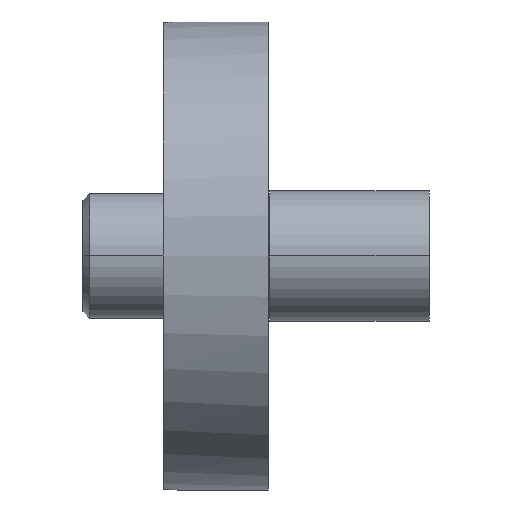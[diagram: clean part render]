
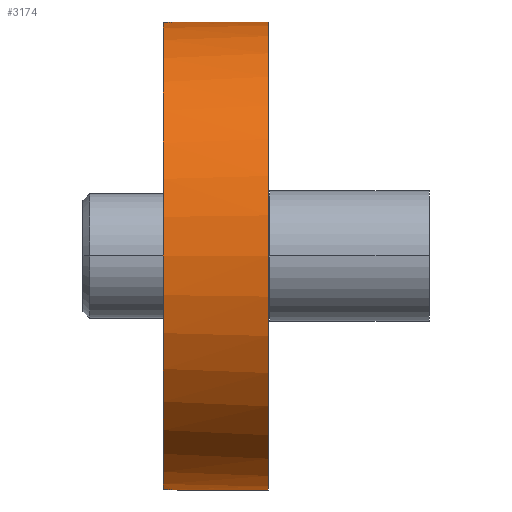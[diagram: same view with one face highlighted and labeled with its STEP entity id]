
A CAD part, left-side view. The second image highlights one B-rep face of the part: STEP entity #3174.
In plain terms, the highlighted cylindrical face has radius 16.9 mm (diameter 33.8 mm), a partial arc.
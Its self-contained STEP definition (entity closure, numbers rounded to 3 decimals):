
#25 = CARTESIAN_POINT ( 'NONE',  ( -0.615, -0.8, 16.889 ) ) ;
#65 = CYLINDRICAL_SURFACE ( 'NONE', #1710, 16.9 ) ;
#84 = VERTEX_POINT ( 'NONE', #3322 ) ;
#128 = AXIS2_PLACEMENT_3D ( 'NONE', #1745, #2816, #1160 ) ;
#161 = CARTESIAN_POINT ( 'NONE',  ( 0., 0., 0. ) ) ;
#251 = CARTESIAN_POINT ( 'NONE',  ( -0.503, -0.874, 16.893 ) ) ;
#264 = CARTESIAN_POINT ( 'NONE',  ( -0.974, -0.262, 16.872 ) ) ;
#292 = CARTESIAN_POINT ( 'NONE',  ( -1., 0., -16.87 ) ) ;
#368 = ORIENTED_EDGE ( 'NONE', *, *, #1375, .T. ) ;
#372 = ORIENTED_EDGE ( 'NONE', *, *, #2926, .F. ) ;
#417 = VERTEX_POINT ( 'NONE', #292 ) ;
#419 = LINE ( 'NONE', #2353, #2985 ) ;
#428 = CARTESIAN_POINT ( 'NONE',  ( -0.974, -0.262, -16.872 ) ) ;
#440 = EDGE_LOOP ( 'NONE', ( #372, #2540, #368, #1665, #1111, #2245 ) ) ;
#466 = VERTEX_POINT ( 'NONE', #3047 ) ;
#498 = EDGE_CURVE ( 'NONE', #417, #887, #3160, .T. ) ;
#520 = CARTESIAN_POINT ( 'NONE',  ( -0.799, -0.615, 16.881 ) ) ;
#538 = CARTESIAN_POINT ( 'NONE',  ( -1., 0., 16.87 ) ) ;
#773 = CARTESIAN_POINT ( 'NONE',  ( -1., 0., 16.87 ) ) ;
#887 = VERTEX_POINT ( 'NONE', #3067 ) ;
#970 = DIRECTION ( 'NONE',  ( 0., 1., 0. ) ) ;
#1052 = CARTESIAN_POINT ( 'NONE',  ( -0.262, -0.974, 16.898 ) ) ;
#1073 = VERTEX_POINT ( 'NONE', #3048 ) ;
#1111 = ORIENTED_EDGE ( 'NONE', *, *, #2000, .F. ) ;
#1160 = DIRECTION ( 'NONE',  ( 0., 0., 1. ) ) ;
#1188 = CARTESIAN_POINT ( 'NONE',  ( 0., -1., -16.9 ) ) ;
#1206 = CARTESIAN_POINT ( 'NONE',  ( -1., -0.132, -16.87 ) ) ;
#1293 = CIRCLE ( 'NONE', #3032, 16.9 ) ;
#1375 = EDGE_CURVE ( 'NONE', #466, #1073, #1571, .T. ) ;
#1500 = CARTESIAN_POINT ( 'NONE',  ( -0.262, -0.974, -16.898 ) ) ;
#1517 = VECTOR ( 'NONE', #3217, 1000. ) ;
#1518 = CARTESIAN_POINT ( 'NONE',  ( -0.503, -0.874, -16.893 ) ) ;
#1571 = LINE ( 'NONE', #2888, #1517 ) ;
#1582 = CIRCLE ( 'NONE', #128, 16.9 ) ;
#1611 = CARTESIAN_POINT ( 'NONE',  ( 0., -1., 16.9 ) ) ;
#1665 = ORIENTED_EDGE ( 'NONE', *, *, #3276, .F. ) ;
#1682 = CARTESIAN_POINT ( 'NONE',  ( 0., -7.6, 0. ) ) ;
#1710 = AXIS2_PLACEMENT_3D ( 'NONE', #1682, #2494, #3291 ) ;
#1738 = CARTESIAN_POINT ( 'NONE',  ( -0.799, -0.615, -16.881 ) ) ;
#1745 = CARTESIAN_POINT ( 'NONE',  ( 0., -7.6, 0. ) ) ;
#2000 = EDGE_CURVE ( 'NONE', #417, #2956, #1293, .T. ) ;
#2028 = B_SPLINE_CURVE_WITH_KNOTS ( 'NONE', 3,
 ( #773, #2414, #264, #2654, #520, #25, #251, #1052, #2167, #1611 ),
 .UNSPECIFIED., .F., .F.,
 ( 4, 2, 2, 2, 4 ),
 ( 0., 0., 0.001, 0.001, 0.002 ),
 .UNSPECIFIED. ) ;
#2111 = EDGE_CURVE ( 'NONE', #84, #466, #1582, .T. ) ;
#2167 = CARTESIAN_POINT ( 'NONE',  ( -0.131, -1., 16.9 ) ) ;
#2245 = ORIENTED_EDGE ( 'NONE', *, *, #498, .T. ) ;
#2353 = CARTESIAN_POINT ( 'NONE',  ( 0., -7.6, -16.9 ) ) ;
#2414 = CARTESIAN_POINT ( 'NONE',  ( -1., -0.132, 16.87 ) ) ;
#2468 = FACE_OUTER_BOUND ( 'NONE', #440, .T. ) ;
#2494 = DIRECTION ( 'NONE',  ( 0., 1., 0. ) ) ;
#2525 = CARTESIAN_POINT ( 'NONE',  ( -0.131, -1., -16.9 ) ) ;
#2540 = ORIENTED_EDGE ( 'NONE', *, *, #2111, .T. ) ;
#2551 = DIRECTION ( 'NONE',  ( 0., 0., 1. ) ) ;
#2556 = CARTESIAN_POINT ( 'NONE',  ( -0.873, -0.504, -16.877 ) ) ;
#2560 = DIRECTION ( 'NONE',  ( 0., 1., 0. ) ) ;
#2590 = CARTESIAN_POINT ( 'NONE',  ( -1., 0., -16.87 ) ) ;
#2654 = CARTESIAN_POINT ( 'NONE',  ( -0.873, -0.504, 16.877 ) ) ;
#2816 = DIRECTION ( 'NONE',  ( 0., 1., 0. ) ) ;
#2888 = CARTESIAN_POINT ( 'NONE',  ( 0., -7.6, 16.9 ) ) ;
#2926 = EDGE_CURVE ( 'NONE', #84, #887, #419, .T. ) ;
#2956 = VERTEX_POINT ( 'NONE', #538 ) ;
#2985 = VECTOR ( 'NONE', #2560, 1000. ) ;
#3032 = AXIS2_PLACEMENT_3D ( 'NONE', #161, #970, #2551 ) ;
#3047 = CARTESIAN_POINT ( 'NONE',  ( 0., -7.6, 16.9 ) ) ;
#3048 = CARTESIAN_POINT ( 'NONE',  ( 0., -1., 16.9 ) ) ;
#3067 = CARTESIAN_POINT ( 'NONE',  ( 0., -1., -16.9 ) ) ;
#3160 = B_SPLINE_CURVE_WITH_KNOTS ( 'NONE', 3,
 ( #2590, #1206, #428, #2556, #1738, #3355, #1518, #1500, #2525, #1188 ),
 .UNSPECIFIED., .F., .F.,
 ( 4, 2, 2, 2, 4 ),
 ( 0., 0., 0.001, 0.001, 0.002 ),
 .UNSPECIFIED. ) ;
#3174 = ADVANCED_FACE ( 'NONE', ( #2468 ), #65, .T. ) ;
#3217 = DIRECTION ( 'NONE',  ( 0., 1., 0. ) ) ;
#3276 = EDGE_CURVE ( 'NONE', #2956, #1073, #2028, .T. ) ;
#3291 = DIRECTION ( 'NONE',  ( 0., 0., 1. ) ) ;
#3322 = CARTESIAN_POINT ( 'NONE',  ( 0., -7.6, -16.9 ) ) ;
#3355 = CARTESIAN_POINT ( 'NONE',  ( -0.615, -0.8, -16.889 ) ) ;
